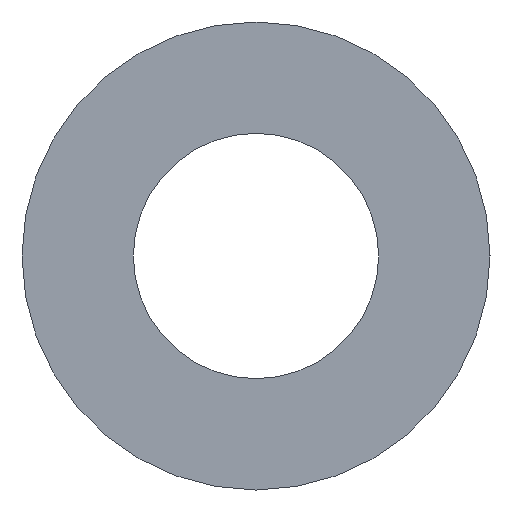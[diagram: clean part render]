
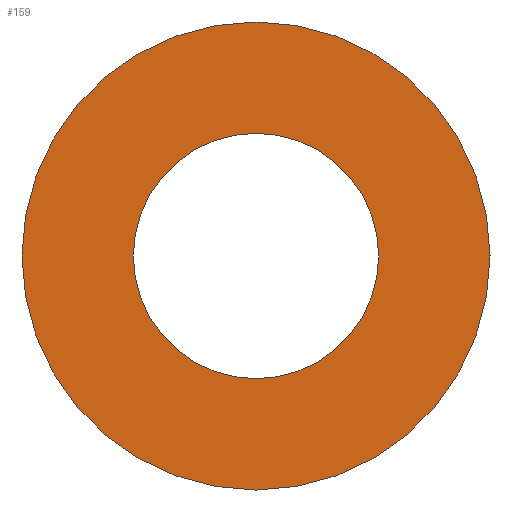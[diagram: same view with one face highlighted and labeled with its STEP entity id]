
A CAD part, left-side view. The second image highlights one B-rep face of the part: STEP entity #159.
In plain terms, the highlighted planar face has unit normal (-1, 0, 0).
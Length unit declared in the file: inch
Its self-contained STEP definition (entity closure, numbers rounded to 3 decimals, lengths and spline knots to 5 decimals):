
#3 = FACE_BOUND ( 'NONE', #55, .T. ) ;
#4 = DIRECTION ( 'NONE',  ( 1., 0., 0. ) ) ;
#5 = CARTESIAN_POINT ( 'NONE',  ( -0.375, 0., 0.187 ) ) ;
#15 = DIRECTION ( 'NONE',  ( 1., 0., 0. ) ) ;
#21 = AXIS2_PLACEMENT_3D ( 'NONE', #42, #165, #61 ) ;
#25 = DIRECTION ( 'NONE',  ( 0., 0., -1. ) ) ;
#28 = ORIENTED_EDGE ( 'NONE', *, *, #108, .T. ) ;
#42 = CARTESIAN_POINT ( 'NONE',  ( -0.375, 0., 0. ) ) ;
#44 = CARTESIAN_POINT ( 'NONE',  ( -0.375, 0., 0. ) ) ;
#55 = EDGE_LOOP ( 'NONE', ( #194, #28 ) ) ;
#57 = CARTESIAN_POINT ( 'NONE',  ( -0.375, 0., -0.098 ) ) ;
#61 = DIRECTION ( 'NONE',  ( 0., 0., -1. ) ) ;
#67 = CARTESIAN_POINT ( 'NONE',  ( -0.375, 0., 0. ) ) ;
#69 = DIRECTION ( 'NONE',  ( 1., 0., 0. ) ) ;
#70 = CIRCLE ( 'NONE', #213, 0.098 ) ;
#76 = PLANE ( 'NONE',  #105 ) ;
#85 = DIRECTION ( 'NONE',  ( 0., 0., -1. ) ) ;
#93 = ORIENTED_EDGE ( 'NONE', *, *, #124, .F. ) ;
#102 = FACE_OUTER_BOUND ( 'NONE', #111, .T. ) ;
#104 = CARTESIAN_POINT ( 'NONE',  ( -0.375, 0., -0.187 ) ) ;
#105 = AXIS2_PLACEMENT_3D ( 'NONE', #132, #220, #219 ) ;
#108 = EDGE_CURVE ( 'NONE', #152, #122, #149, .T. ) ;
#111 = EDGE_LOOP ( 'NONE', ( #158, #93 ) ) ;
#121 = CIRCLE ( 'NONE', #183, 0.187 ) ;
#122 = VERTEX_POINT ( 'NONE', #200 ) ;
#124 = EDGE_CURVE ( 'NONE', #195, #146, #138, .T. ) ;
#130 = CARTESIAN_POINT ( 'NONE',  ( -0.375, 0., 0. ) ) ;
#132 = CARTESIAN_POINT ( 'NONE',  ( -0.375, 0., 0. ) ) ;
#138 = CIRCLE ( 'NONE', #21, 0.187 ) ;
#146 = VERTEX_POINT ( 'NONE', #5 ) ;
#149 = CIRCLE ( 'NONE', #190, 0.098 ) ;
#152 = VERTEX_POINT ( 'NONE', #57 ) ;
#158 = ORIENTED_EDGE ( 'NONE', *, *, #175, .F. ) ;
#159 = ADVANCED_FACE ( 'NONE', ( #102, #3 ), #76, .F. ) ;
#165 = DIRECTION ( 'NONE',  ( 1., 0., 0. ) ) ;
#175 = EDGE_CURVE ( 'NONE', #146, #195, #121, .T. ) ;
#183 = AXIS2_PLACEMENT_3D ( 'NONE', #67, #69, #207 ) ;
#190 = AXIS2_PLACEMENT_3D ( 'NONE', #44, #4, #25 ) ;
#192 = EDGE_CURVE ( 'NONE', #122, #152, #70, .T. ) ;
#194 = ORIENTED_EDGE ( 'NONE', *, *, #192, .T. ) ;
#195 = VERTEX_POINT ( 'NONE', #104 ) ;
#200 = CARTESIAN_POINT ( 'NONE',  ( -0.375, 0., 0.098 ) ) ;
#207 = DIRECTION ( 'NONE',  ( 0., 0., -1. ) ) ;
#213 = AXIS2_PLACEMENT_3D ( 'NONE', #130, #15, #85 ) ;
#219 = DIRECTION ( 'NONE',  ( 0., 0., -1. ) ) ;
#220 = DIRECTION ( 'NONE',  ( 1., 0., 0. ) ) ;
